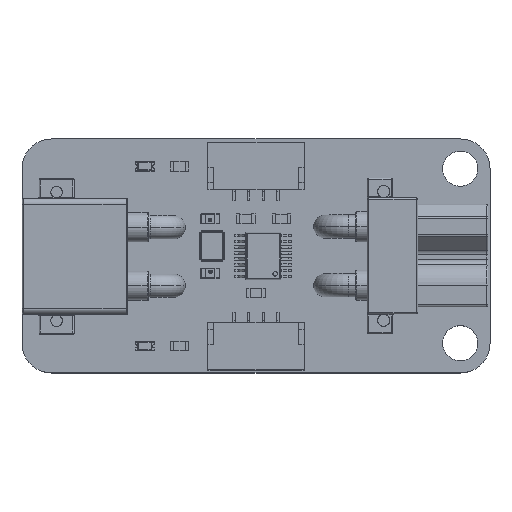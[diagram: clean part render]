
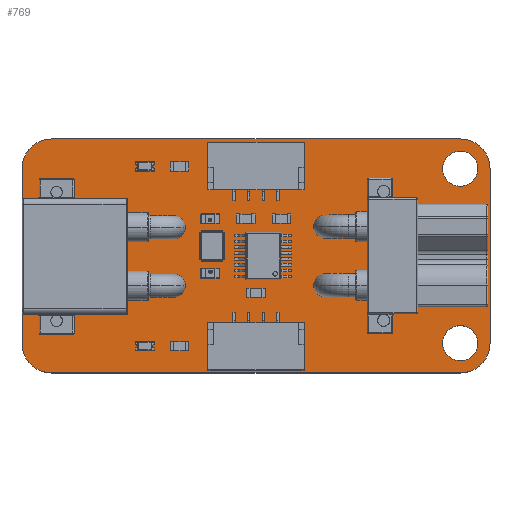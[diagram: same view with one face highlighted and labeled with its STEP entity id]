
A CAD part, top view. The second image highlights one B-rep face of the part: STEP entity #769.
In plain terms, the highlighted planar face has unit normal (0, 0, 1).
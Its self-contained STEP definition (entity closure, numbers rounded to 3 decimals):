
#144 = VERTEX_POINT('',#145);
#145 = CARTESIAN_POINT('',(25.4,27.94,1.691));
#151 = EDGE_CURVE('',#144,#152,#154,.T.);
#152 = VERTEX_POINT('',#153);
#153 = CARTESIAN_POINT('',(25.4,42.86,1.691));
#154 = LINE('',#155,#156);
#155 = CARTESIAN_POINT('',(25.4,27.94,1.691));
#156 = VECTOR('',#157,1.);
#157 = DIRECTION('',(0.,1.,0.));
#182 = EDGE_CURVE('',#152,#183,#185,.T.);
#183 = VERTEX_POINT('',#184);
#184 = CARTESIAN_POINT('',(27.94,45.4,1.691));
#185 = CIRCLE('',#186,2.54);
#186 = AXIS2_PLACEMENT_3D('',#187,#188,#189);
#187 = CARTESIAN_POINT('',(27.94,42.86,1.691));
#188 = DIRECTION('',(0.,0.,-1.));
#189 = DIRECTION('',(-1.,0.,0.));
#215 = EDGE_CURVE('',#183,#216,#218,.T.);
#216 = VERTEX_POINT('',#217);
#217 = CARTESIAN_POINT('',(62.86,45.4,1.691));
#218 = LINE('',#219,#220);
#219 = CARTESIAN_POINT('',(27.94,45.4,1.691));
#220 = VECTOR('',#221,1.);
#221 = DIRECTION('',(1.,0.,0.));
#246 = EDGE_CURVE('',#216,#247,#249,.T.);
#247 = VERTEX_POINT('',#248);
#248 = CARTESIAN_POINT('',(65.4,42.86,1.691));
#249 = CIRCLE('',#250,2.54);
#250 = AXIS2_PLACEMENT_3D('',#251,#252,#253);
#251 = CARTESIAN_POINT('',(62.86,42.86,1.691));
#252 = DIRECTION('',(0.,0.,-1.));
#253 = DIRECTION('',(0.,1.,0.));
#279 = EDGE_CURVE('',#247,#280,#282,.T.);
#280 = VERTEX_POINT('',#281);
#281 = CARTESIAN_POINT('',(65.4,27.94,1.691));
#282 = LINE('',#283,#284);
#283 = CARTESIAN_POINT('',(65.4,42.86,1.691));
#284 = VECTOR('',#285,1.);
#285 = DIRECTION('',(0.,-1.,0.));
#310 = EDGE_CURVE('',#280,#311,#313,.T.);
#311 = VERTEX_POINT('',#312);
#312 = CARTESIAN_POINT('',(62.86,25.4,1.691));
#313 = CIRCLE('',#314,2.54);
#314 = AXIS2_PLACEMENT_3D('',#315,#316,#317);
#315 = CARTESIAN_POINT('',(62.86,27.94,1.691));
#316 = DIRECTION('',(0.,0.,-1.));
#317 = DIRECTION('',(1.,0.,0.));
#343 = EDGE_CURVE('',#311,#344,#346,.T.);
#344 = VERTEX_POINT('',#345);
#345 = CARTESIAN_POINT('',(27.94,25.4,1.691));
#346 = LINE('',#347,#348);
#347 = CARTESIAN_POINT('',(62.86,25.4,1.691));
#348 = VECTOR('',#349,1.);
#349 = DIRECTION('',(-1.,0.,0.));
#374 = EDGE_CURVE('',#344,#144,#375,.T.);
#375 = CIRCLE('',#376,2.54);
#376 = AXIS2_PLACEMENT_3D('',#377,#378,#379);
#377 = CARTESIAN_POINT('',(27.94,27.94,1.691));
#378 = DIRECTION('',(0.,0.,-1.));
#379 = DIRECTION('',(0.,-1.,0.));
#400 = VERTEX_POINT('',#401);
#401 = CARTESIAN_POINT('',(28.899,29.9,1.691));
#407 = EDGE_CURVE('',#400,#400,#408,.T.);
#408 = CIRCLE('',#409,0.5);
#409 = AXIS2_PLACEMENT_3D('',#410,#411,#412);
#410 = CARTESIAN_POINT('',(28.399,29.9,1.691));
#411 = DIRECTION('',(0.,0.,1.));
#412 = DIRECTION('',(1.,0.,0.));
#433 = VERTEX_POINT('',#434);
#434 = CARTESIAN_POINT('',(39.299,32.9,1.691));
#440 = EDGE_CURVE('',#433,#433,#441,.T.);
#441 = CIRCLE('',#442,0.9);
#442 = AXIS2_PLACEMENT_3D('',#443,#444,#445);
#443 = CARTESIAN_POINT('',(38.399,32.9,1.691));
#444 = DIRECTION('',(0.,0.,1.));
#445 = DIRECTION('',(1.,0.,0.));
#466 = VERTEX_POINT('',#467);
#467 = CARTESIAN_POINT('',(28.899,40.9,1.691));
#473 = EDGE_CURVE('',#466,#466,#474,.T.);
#474 = CIRCLE('',#475,0.5);
#475 = AXIS2_PLACEMENT_3D('',#476,#477,#478);
#476 = CARTESIAN_POINT('',(28.399,40.9,1.691));
#477 = DIRECTION('',(0.,0.,1.));
#478 = DIRECTION('',(1.,0.,0.));
#499 = VERTEX_POINT('',#500);
#500 = CARTESIAN_POINT('',(52.163,32.9,1.691));
#506 = EDGE_CURVE('',#499,#499,#507,.T.);
#507 = CIRCLE('',#508,0.9);
#508 = AXIS2_PLACEMENT_3D('',#509,#510,#511);
#509 = CARTESIAN_POINT('',(51.263,32.9,1.691));
#510 = DIRECTION('',(0.,0.,1.));
#511 = DIRECTION('',(1.,0.,0.));
#532 = VERTEX_POINT('',#533);
#533 = CARTESIAN_POINT('',(39.299,37.9,1.691));
#539 = EDGE_CURVE('',#532,#532,#540,.T.);
#540 = CIRCLE('',#541,0.9);
#541 = AXIS2_PLACEMENT_3D('',#542,#543,#544);
#542 = CARTESIAN_POINT('',(38.399,37.9,1.691));
#543 = DIRECTION('',(0.,0.,1.));
#544 = DIRECTION('',(1.,0.,0.));
#565 = VERTEX_POINT('',#566);
#566 = CARTESIAN_POINT('',(56.763,29.9,1.691));
#572 = EDGE_CURVE('',#565,#565,#573,.T.);
#573 = CIRCLE('',#574,0.5);
#574 = AXIS2_PLACEMENT_3D('',#575,#576,#577);
#575 = CARTESIAN_POINT('',(56.263,29.9,1.691));
#576 = DIRECTION('',(0.,0.,1.));
#577 = DIRECTION('',(1.,0.,0.));
#598 = VERTEX_POINT('',#599);
#599 = CARTESIAN_POINT('',(64.36,27.94,1.691));
#605 = EDGE_CURVE('',#598,#598,#606,.T.);
#606 = CIRCLE('',#607,1.5);
#607 = AXIS2_PLACEMENT_3D('',#608,#609,#610);
#608 = CARTESIAN_POINT('',(62.86,27.94,1.691));
#609 = DIRECTION('',(0.,0.,1.));
#610 = DIRECTION('',(1.,0.,0.));
#631 = VERTEX_POINT('',#632);
#632 = CARTESIAN_POINT('',(52.163,37.9,1.691));
#638 = EDGE_CURVE('',#631,#631,#639,.T.);
#639 = CIRCLE('',#640,0.9);
#640 = AXIS2_PLACEMENT_3D('',#641,#642,#643);
#641 = CARTESIAN_POINT('',(51.263,37.9,1.691));
#642 = DIRECTION('',(0.,0.,1.));
#643 = DIRECTION('',(1.,0.,0.));
#664 = VERTEX_POINT('',#665);
#665 = CARTESIAN_POINT('',(56.763,40.9,1.691));
#671 = EDGE_CURVE('',#664,#664,#672,.T.);
#672 = CIRCLE('',#673,0.5);
#673 = AXIS2_PLACEMENT_3D('',#674,#675,#676);
#674 = CARTESIAN_POINT('',(56.263,40.9,1.691));
#675 = DIRECTION('',(0.,0.,1.));
#676 = DIRECTION('',(1.,0.,0.));
#697 = VERTEX_POINT('',#698);
#698 = CARTESIAN_POINT('',(64.36,42.86,1.691));
#704 = EDGE_CURVE('',#697,#697,#705,.T.);
#705 = CIRCLE('',#706,1.5);
#706 = AXIS2_PLACEMENT_3D('',#707,#708,#709);
#707 = CARTESIAN_POINT('',(62.86,42.86,1.691));
#708 = DIRECTION('',(0.,0.,1.));
#709 = DIRECTION('',(1.,0.,0.));
#769 = ADVANCED_FACE('',(#770,#780,#783,#786,#789,#792,#795,#798,#801,
    #804,#807),#810,.T.);
#770 = FACE_BOUND('',#771,.F.);
#771 = EDGE_LOOP('',(#772,#773,#774,#775,#776,#777,#778,#779));
#772 = ORIENTED_EDGE('',*,*,#151,.T.);
#773 = ORIENTED_EDGE('',*,*,#182,.T.);
#774 = ORIENTED_EDGE('',*,*,#215,.T.);
#775 = ORIENTED_EDGE('',*,*,#246,.T.);
#776 = ORIENTED_EDGE('',*,*,#279,.T.);
#777 = ORIENTED_EDGE('',*,*,#310,.T.);
#778 = ORIENTED_EDGE('',*,*,#343,.T.);
#779 = ORIENTED_EDGE('',*,*,#374,.T.);
#780 = FACE_BOUND('',#781,.T.);
#781 = EDGE_LOOP('',(#782));
#782 = ORIENTED_EDGE('',*,*,#407,.F.);
#783 = FACE_BOUND('',#784,.T.);
#784 = EDGE_LOOP('',(#785));
#785 = ORIENTED_EDGE('',*,*,#440,.F.);
#786 = FACE_BOUND('',#787,.T.);
#787 = EDGE_LOOP('',(#788));
#788 = ORIENTED_EDGE('',*,*,#473,.F.);
#789 = FACE_BOUND('',#790,.T.);
#790 = EDGE_LOOP('',(#791));
#791 = ORIENTED_EDGE('',*,*,#506,.F.);
#792 = FACE_BOUND('',#793,.T.);
#793 = EDGE_LOOP('',(#794));
#794 = ORIENTED_EDGE('',*,*,#539,.F.);
#795 = FACE_BOUND('',#796,.T.);
#796 = EDGE_LOOP('',(#797));
#797 = ORIENTED_EDGE('',*,*,#572,.F.);
#798 = FACE_BOUND('',#799,.T.);
#799 = EDGE_LOOP('',(#800));
#800 = ORIENTED_EDGE('',*,*,#605,.F.);
#801 = FACE_BOUND('',#802,.T.);
#802 = EDGE_LOOP('',(#803));
#803 = ORIENTED_EDGE('',*,*,#638,.F.);
#804 = FACE_BOUND('',#805,.T.);
#805 = EDGE_LOOP('',(#806));
#806 = ORIENTED_EDGE('',*,*,#671,.F.);
#807 = FACE_BOUND('',#808,.T.);
#808 = EDGE_LOOP('',(#809));
#809 = ORIENTED_EDGE('',*,*,#704,.F.);
#810 = PLANE('',#811);
#811 = AXIS2_PLACEMENT_3D('',#812,#813,#814);
#812 = CARTESIAN_POINT('',(25.4,27.94,1.691));
#813 = DIRECTION('',(0.,0.,1.));
#814 = DIRECTION('',(1.,0.,0.));
